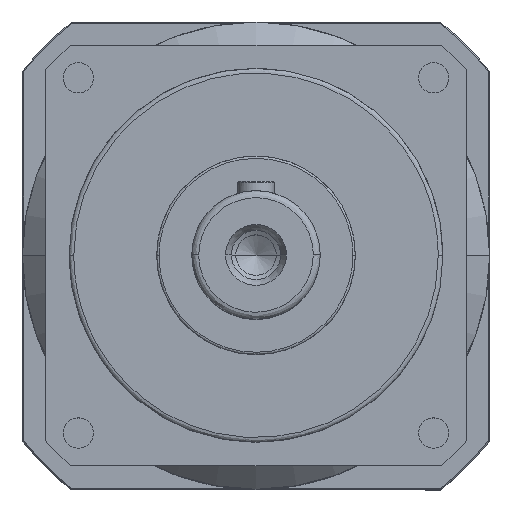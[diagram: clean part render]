
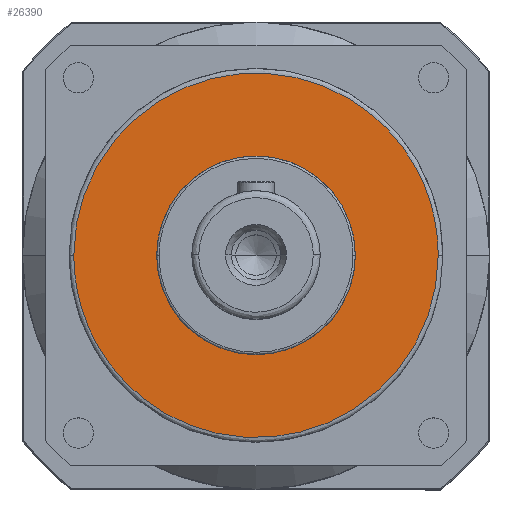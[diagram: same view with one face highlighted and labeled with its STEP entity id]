
A CAD part, top view. The second image highlights one B-rep face of the part: STEP entity #26390.
In plain terms, the highlighted face is planar.
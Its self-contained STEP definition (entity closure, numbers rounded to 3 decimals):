
#44 = CARTESIAN_POINT ( 'NONE',  ( -78., -156., 85. ) ) ;
#142 = CARTESIAN_POINT ( 'NONE',  ( 78., 156., 85. ) ) ;
#807 = EDGE_CURVE ( 'NONE', #19429, #29343, #25905, .T. ) ;
#1816 = FACE_OUTER_BOUND ( 'NONE', #18075, .T. ) ;
#2128 = CARTESIAN_POINT ( 'NONE',  ( 0., 0., 85. ) ) ;
#2415 = CARTESIAN_POINT ( 'NONE',  ( -78., 0., 85. ) ) ;
#2887 =( BOUNDED_CURVE ( )  B_SPLINE_CURVE ( 3, ( #14114, #142, #9571, #25799 ),
 .UNSPECIFIED., .F., .F. ) 
 B_SPLINE_CURVE_WITH_KNOTS ( ( 4, 4 ),
 ( 0., 0.5 ),
 .UNSPECIFIED. ) 
 CURVE ( )  GEOMETRIC_REPRESENTATION_ITEM ( )  RATIONAL_B_SPLINE_CURVE ( ( 1., 0.333, 0.333, 1. ) ) 
 REPRESENTATION_ITEM ( '' )  );
#3313 = FACE_BOUND ( 'NONE', #28661, .T. ) ;
#3732 = AXIS2_PLACEMENT_3D ( 'NONE', #27433, #13503, #29781 ) ;
#4258 = CARTESIAN_POINT ( 'NONE',  ( -42.5, 0., 85. ) ) ;
#4520 = DIRECTION ( 'NONE',  ( 1., 0., 0. ) ) ;
#4900 = CARTESIAN_POINT ( 'NONE',  ( 42.5, 0., 85. ) ) ;
#5105 = AXIS2_PLACEMENT_3D ( 'NONE', #2128, #18402, #4520 ) ;
#6308 = CARTESIAN_POINT ( 'NONE',  ( 78., 0., 85. ) ) ;
#6565 = ORIENTED_EDGE ( 'NONE', *, *, #8479, .F. ) ;
#7084 = EDGE_CURVE ( 'NONE', #10970, #25715, #13724, .T. ) ;
#7120 = EDGE_CURVE ( 'NONE', #25715, #10970, #2887, .T. ) ;
#8479 = EDGE_CURVE ( 'NONE', #29343, #19429, #28743, .T. ) ;
#9571 = CARTESIAN_POINT ( 'NONE',  ( -78., 156., 85. ) ) ;
#10521 = ORIENTED_EDGE ( 'NONE', *, *, #7084, .F. ) ;
#10970 = VERTEX_POINT ( 'NONE', #18559 ) ;
#12169 = ORIENTED_EDGE ( 'NONE', *, *, #807, .F. ) ;
#13503 = DIRECTION ( 'NONE',  ( 0., 0., 1. ) ) ;
#13724 =( BOUNDED_CURVE ( )  B_SPLINE_CURVE ( 3, ( #2415, #44, #29984, #18654 ),
 .UNSPECIFIED., .F., .T. ) 
 B_SPLINE_CURVE_WITH_KNOTS ( ( 4, 4 ),
 ( 0.5, 1. ),
 .UNSPECIFIED. ) 
 CURVE ( )  GEOMETRIC_REPRESENTATION_ITEM ( )  RATIONAL_B_SPLINE_CURVE ( ( 1., 0.333, 0.333, 1. ) ) 
 REPRESENTATION_ITEM ( '' )  );
#14114 = CARTESIAN_POINT ( 'NONE',  ( 78., 0., 85. ) ) ;
#15724 = PLANE ( 'NONE',  #3732 ) ;
#15763 = DIRECTION ( 'NONE',  ( 1., 0., 0. ) ) ;
#15854 = DIRECTION ( 'NONE',  ( 0., 0., -1. ) ) ;
#17062 = CARTESIAN_POINT ( 'NONE',  ( 0., 0., 85. ) ) ;
#18075 = EDGE_LOOP ( 'NONE', ( #10521, #25767 ) ) ;
#18402 = DIRECTION ( 'NONE',  ( 0., 0., -1. ) ) ;
#18559 = CARTESIAN_POINT ( 'NONE',  ( -78., 0., 85. ) ) ;
#18654 = CARTESIAN_POINT ( 'NONE',  ( 78., 0., 85. ) ) ;
#19429 = VERTEX_POINT ( 'NONE', #4900 ) ;
#25715 = VERTEX_POINT ( 'NONE', #6308 ) ;
#25767 = ORIENTED_EDGE ( 'NONE', *, *, #7120, .F. ) ;
#25799 = CARTESIAN_POINT ( 'NONE',  ( -78., 0., 85. ) ) ;
#25905 = CIRCLE ( 'NONE', #26006, 42.5 ) ;
#26006 = AXIS2_PLACEMENT_3D ( 'NONE', #17062, #15854, #15763 ) ;
#26390 = ADVANCED_FACE ( 'NONE', ( #1816, #3313 ), #15724, .F. ) ;
#27433 = CARTESIAN_POINT ( 'NONE',  ( 0., 0., 85. ) ) ;
#28661 = EDGE_LOOP ( 'NONE', ( #12169, #6565 ) ) ;
#28743 = CIRCLE ( 'NONE', #5105, 42.5 ) ;
#29343 = VERTEX_POINT ( 'NONE', #4258 ) ;
#29781 = DIRECTION ( 'NONE',  ( 1., 0., 0. ) ) ;
#29984 = CARTESIAN_POINT ( 'NONE',  ( 78., -156., 85. ) ) ;
